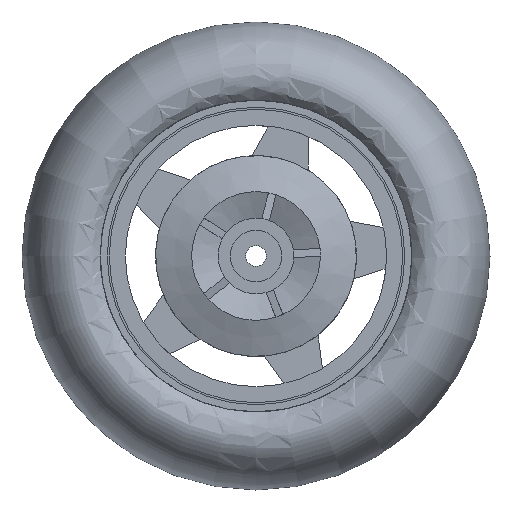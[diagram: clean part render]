
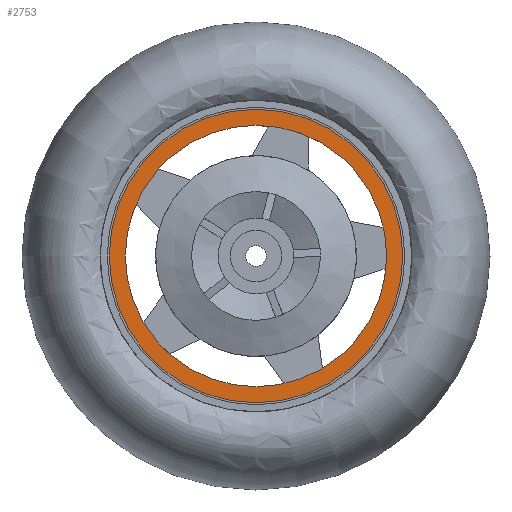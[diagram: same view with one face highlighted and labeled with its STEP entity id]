
A CAD part, front view. The second image highlights one B-rep face of the part: STEP entity #2753.
In plain terms, the highlighted planar face has unit normal (0, -1, 0).
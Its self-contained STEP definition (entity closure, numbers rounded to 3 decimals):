
#48=FACE_BOUND('',#507,.T.);
#124=PLANE('',#3014);
#346=FACE_OUTER_BOUND('',#506,.T.);
#506=EDGE_LOOP('',(#2391));
#507=EDGE_LOOP('',(#2392));
#577=CIRCLE('',#2855,28.5);
#589=CIRCLE('',#2882,25.375);
#1180=VERTEX_POINT('',#3985);
#1206=VERTEX_POINT('',#4073);
#1451=EDGE_CURVE('',#1180,#1180,#577,.T.);
#1486=EDGE_CURVE('',#1206,#1206,#589,.T.);
#2391=ORIENTED_EDGE('',*,*,#1451,.F.);
#2392=ORIENTED_EDGE('',*,*,#1486,.F.);
#2753=ADVANCED_FACE('',(#346,#48),#124,.F.);
#2855=AXIS2_PLACEMENT_3D('',#3987,#3153,#3154);
#2882=AXIS2_PLACEMENT_3D('',#4074,#3223,#3224);
#3014=AXIS2_PLACEMENT_3D('',#5297,#3618,#3619);
#3153=DIRECTION('center_axis',(0.,1.,0.));
#3154=DIRECTION('ref_axis',(1.,0.,0.));
#3223=DIRECTION('center_axis',(0.,-1.,0.));
#3224=DIRECTION('ref_axis',(1.,0.,0.));
#3618=DIRECTION('center_axis',(0.,1.,0.));
#3619=DIRECTION('ref_axis',(1.,0.,0.));
#3985=CARTESIAN_POINT('',(-34.137,-13.945,20.775));
#3987=CARTESIAN_POINT('Origin',(-5.637,-13.945,20.775));
#4073=CARTESIAN_POINT('',(-31.012,-13.945,20.775));
#4074=CARTESIAN_POINT('Origin',(-5.637,-13.945,20.775));
#5297=CARTESIAN_POINT('Origin',(-5.637,-13.945,20.775));
